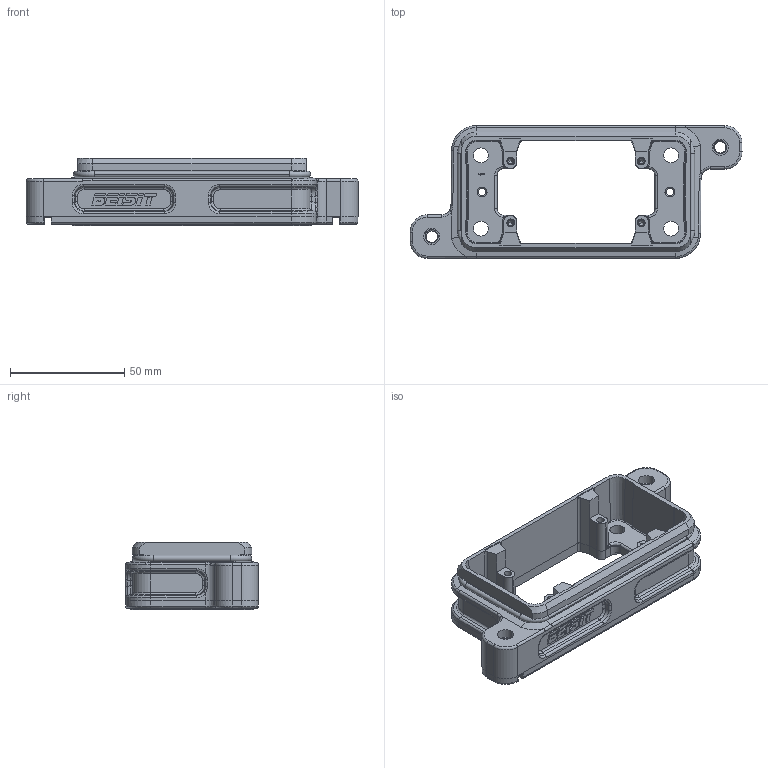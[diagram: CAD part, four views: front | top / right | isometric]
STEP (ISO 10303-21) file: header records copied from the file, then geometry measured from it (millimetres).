
FILE_DESCRIPTION (( 'STEP AP203' ), '1' );
FILE_NAME ('HPR10B-OM-2B.STEP', '2024-11-22T01:09:48', ( 'Windows 蚚誧' ), ( '' ), 'SwSTEP 2.0', 'SolidWorks 2023', '' );
FILE_SCHEMA (( 'CONFIG_CONTROL_DESIGN' ));
Length unit declared in the file: millimetre
Products named in the file (1): HPR10B-OM-2B
Bounding box: 145 x 58 x 29.6 mm (x, y, z)
Volume: 62697 mm3; surface area: 34277.9 mm2
Topology: 1 solids, 2 shells, 1149 faces, 2921 edges, 1821 vertices
Faces by surface type: cylinder 470, plane 447, bspline 114, cone 74, torus 44
Entity records: 52505 total; most frequent: CARTESIAN_POINT 27012, ORIENTED_EDGE 5818, DIRECTION 4692, EDGE_CURVE 2909, VERTEX_POINT 1821, LINE 1588, VECTOR 1588, AXIS2_PLACEMENT_3D 1552
